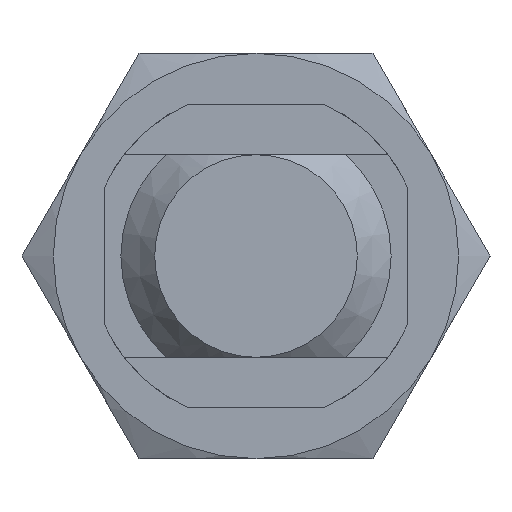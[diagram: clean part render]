
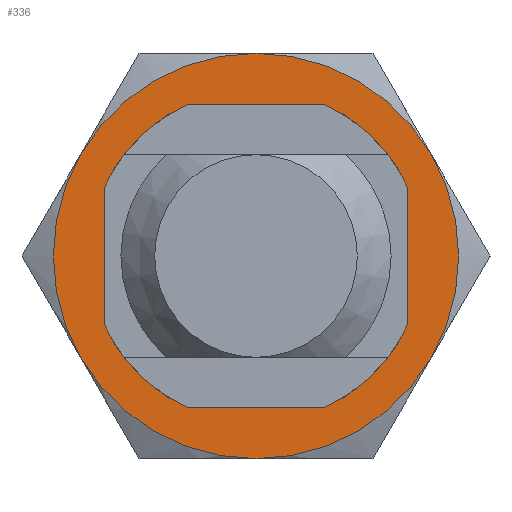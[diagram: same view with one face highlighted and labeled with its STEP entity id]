
A CAD part, left-side view. The second image highlights one B-rep face of the part: STEP entity #336.
In plain terms, the highlighted planar face has unit normal (-1, 0, 0).
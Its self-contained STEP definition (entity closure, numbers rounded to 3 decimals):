
#336 = ADVANCED_FACE( '', ( #655, #656 ), #657, .F. );
#655 = FACE_OUTER_BOUND( '', #983, .T. );
#656 = FACE_BOUND( '', #984, .T. );
#657 = PLANE( '', #985 );
#983 = EDGE_LOOP( '', ( #1575, #1576, #1577, #1578, #1579, #1580 ) );
#984 = EDGE_LOOP( '', ( #1581 ) );
#985 = AXIS2_PLACEMENT_3D( '', #1582, #1583, #1584 );
#1575 = ORIENTED_EDGE( '', *, *, #2059, .F. );
#1576 = ORIENTED_EDGE( '', *, *, #2013, .F. );
#1577 = ORIENTED_EDGE( '', *, *, #2060, .F. );
#1578 = ORIENTED_EDGE( '', *, *, #1971, .F. );
#1579 = ORIENTED_EDGE( '', *, *, #1911, .F. );
#1580 = ORIENTED_EDGE( '', *, *, #2061, .F. );
#1581 = ORIENTED_EDGE( '', *, *, #2062, .T. );
#1582 = CARTESIAN_POINT( '', ( 0., 0., 0. ) );
#1583 = DIRECTION( '', ( 1., 0., 0. ) );
#1584 = DIRECTION( '', ( 0., 0., -1. ) );
#1911 = EDGE_CURVE( '', #2186, #2240, #2242, .T. );
#1971 = EDGE_CURVE( '', #2240, #2335, #2336, .T. );
#2013 = EDGE_CURVE( '', #2353, #2399, #2400, .T. );
#2059 = EDGE_CURVE( '', #2399, #2457, #2458, .T. );
#2060 = EDGE_CURVE( '', #2335, #2353, #2459, .T. );
#2061 = EDGE_CURVE( '', #2457, #2186, #2460, .T. );
#2062 = EDGE_CURVE( '', #2461, #2461, #2462, .T. );
#2186 = VERTEX_POINT( '', #2647 );
#2240 = VERTEX_POINT( '', #2759 );
#2242 = CIRCLE( '', #2768, 12. );
#2335 = VERTEX_POINT( '', #2890 );
#2336 = CIRCLE( '', #2891, 12. );
#2353 = VERTEX_POINT( '', #2922 );
#2399 = VERTEX_POINT( '', #2992 );
#2400 = CIRCLE( '', #2993, 12. );
#2457 = VERTEX_POINT( '', #3079 );
#2458 = CIRCLE( '', #3080, 12. );
#2459 = CIRCLE( '', #3081, 12. );
#2460 = CIRCLE( '', #3082, 12. );
#2461 = VERTEX_POINT( '', #3083 );
#2462 = CIRCLE( '', #3084, 8. );
#2647 = CARTESIAN_POINT( '', ( 0., 0., 12. ) );
#2759 = CARTESIAN_POINT( '', ( 0., -10.392, 6. ) );
#2768 = AXIS2_PLACEMENT_3D( '', #3286, #3287, #3288 );
#2890 = CARTESIAN_POINT( '', ( 0., -10.392, -6. ) );
#2891 = AXIS2_PLACEMENT_3D( '', #3375, #3376, #3377 );
#2922 = CARTESIAN_POINT( '', ( 0., 0., -12. ) );
#2992 = CARTESIAN_POINT( '', ( 0., 10.392, -6. ) );
#2993 = AXIS2_PLACEMENT_3D( '', #3428, #3429, #3430 );
#3079 = CARTESIAN_POINT( '', ( 0., 10.392, 6. ) );
#3080 = AXIS2_PLACEMENT_3D( '', #3479, #3480, #3481 );
#3081 = AXIS2_PLACEMENT_3D( '', #3482, #3483, #3484 );
#3082 = AXIS2_PLACEMENT_3D( '', #3485, #3486, #3487 );
#3083 = CARTESIAN_POINT( '', ( 0., 0., -8. ) );
#3084 = AXIS2_PLACEMENT_3D( '', #3488, #3489, #3490 );
#3286 = CARTESIAN_POINT( '', ( 0., 0., 0. ) );
#3287 = DIRECTION( '', ( 1., 0., 0. ) );
#3288 = DIRECTION( '', ( 0., 0., -1. ) );
#3375 = CARTESIAN_POINT( '', ( 0., 0., 0. ) );
#3376 = DIRECTION( '', ( 1., 0., 0. ) );
#3377 = DIRECTION( '', ( 0., 0., -1. ) );
#3428 = CARTESIAN_POINT( '', ( 0., 0., 0. ) );
#3429 = DIRECTION( '', ( 1., 0., 0. ) );
#3430 = DIRECTION( '', ( 0., 0., -1. ) );
#3479 = CARTESIAN_POINT( '', ( 0., 0., 0. ) );
#3480 = DIRECTION( '', ( 1., 0., 0. ) );
#3481 = DIRECTION( '', ( 0., 0., -1. ) );
#3482 = CARTESIAN_POINT( '', ( 0., 0., 0. ) );
#3483 = DIRECTION( '', ( 1., 0., 0. ) );
#3484 = DIRECTION( '', ( 0., 0., -1. ) );
#3485 = CARTESIAN_POINT( '', ( 0., 0., 0. ) );
#3486 = DIRECTION( '', ( 1., 0., 0. ) );
#3487 = DIRECTION( '', ( 0., 0., -1. ) );
#3488 = CARTESIAN_POINT( '', ( 0., 0., 0. ) );
#3489 = DIRECTION( '', ( 1., 0., 0. ) );
#3490 = DIRECTION( '', ( 0., 0., -1. ) );
